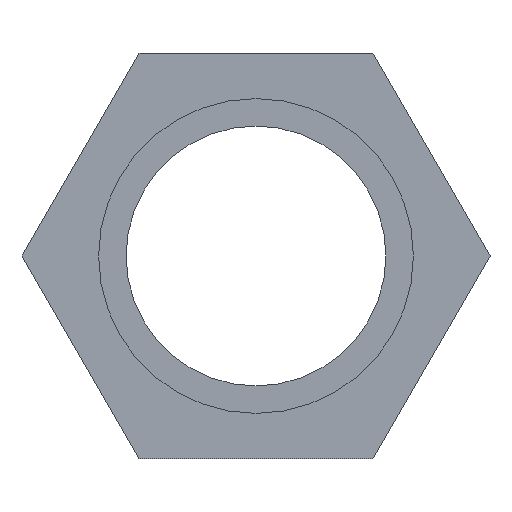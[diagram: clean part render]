
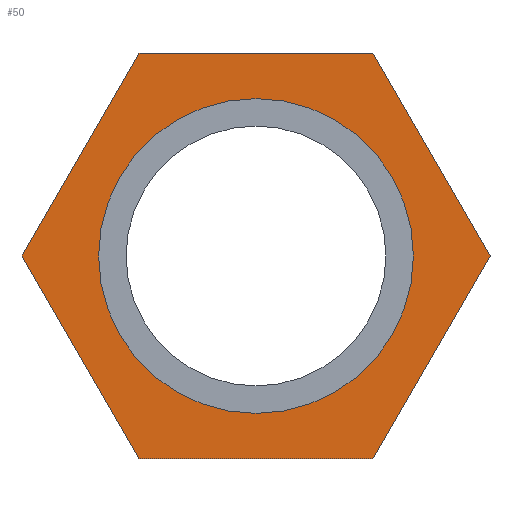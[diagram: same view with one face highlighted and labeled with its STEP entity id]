
A CAD part, front view. The second image highlights one B-rep face of the part: STEP entity #50.
In plain terms, the highlighted planar face has unit normal (0, -1, 0).
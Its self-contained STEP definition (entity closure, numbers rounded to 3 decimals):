
#50 = ADVANCED_FACE( '', ( #103, #104 ), #105, .T. );
#103 = FACE_OUTER_BOUND( '', #160, .T. );
#104 = FACE_BOUND( '', #161, .T. );
#105 = PLANE( '', #162 );
#160 = EDGE_LOOP( '', ( #235, #236, #237, #238, #239, #240 ) );
#161 = EDGE_LOOP( '', ( #241 ) );
#162 = AXIS2_PLACEMENT_3D( '', #242, #243, #244 );
#235 = ORIENTED_EDGE( '', *, *, #321, .F. );
#236 = ORIENTED_EDGE( '', *, *, #307, .F. );
#237 = ORIENTED_EDGE( '', *, *, #298, .F. );
#238 = ORIENTED_EDGE( '', *, *, #322, .F. );
#239 = ORIENTED_EDGE( '', *, *, #303, .F. );
#240 = ORIENTED_EDGE( '', *, *, #318, .F. );
#241 = ORIENTED_EDGE( '', *, *, #312, .F. );
#242 = CARTESIAN_POINT( '', ( 0., 0., 0. ) );
#243 = DIRECTION( '', ( 0., -1., 0. ) );
#244 = DIRECTION( '', ( 0., 0., -1. ) );
#298 = EDGE_CURVE( '', #337, #339, #340, .T. );
#303 = EDGE_CURVE( '', #346, #348, #349, .T. );
#307 = EDGE_CURVE( '', #339, #354, #355, .T. );
#312 = EDGE_CURVE( '', #362, #362, #363, .T. );
#318 = EDGE_CURVE( '', #371, #346, #373, .T. );
#321 = EDGE_CURVE( '', #354, #371, #376, .T. );
#322 = EDGE_CURVE( '', #348, #337, #377, .T. );
#337 = VERTEX_POINT( '', #395 );
#339 = VERTEX_POINT( '', #398 );
#340 = LINE( '', #399, #400 );
#346 = VERTEX_POINT( '', #408 );
#348 = VERTEX_POINT( '', #411 );
#349 = LINE( '', #412, #413 );
#354 = VERTEX_POINT( '', #420 );
#355 = LINE( '', #421, #422 );
#362 = VERTEX_POINT( '', #431 );
#363 = CIRCLE( '', #432, 15.146 );
#371 = VERTEX_POINT( '', #440 );
#373 = LINE( '', #443, #444 );
#376 = LINE( '', #448, #449 );
#377 = LINE( '', #450, #451 );
#395 = CARTESIAN_POINT( '', ( 11.258, 0., 19.5 ) );
#398 = CARTESIAN_POINT( '', ( 22.517, 0., 0. ) );
#399 = CARTESIAN_POINT( '', ( 22.517, 0., 0. ) );
#400 = VECTOR( '', #470, 1000. );
#408 = CARTESIAN_POINT( '', ( -22.517, 0., 0. ) );
#411 = CARTESIAN_POINT( '', ( -11.258, 0., 19.5 ) );
#412 = CARTESIAN_POINT( '', ( -11.258, 0., 19.5 ) );
#413 = VECTOR( '', #474, 1000. );
#420 = CARTESIAN_POINT( '', ( 11.258, 0., -19.5 ) );
#421 = CARTESIAN_POINT( '', ( 11.258, 0., -19.5 ) );
#422 = VECTOR( '', #477, 1000. );
#431 = CARTESIAN_POINT( '', ( 0., 0., -15.146 ) );
#432 = AXIS2_PLACEMENT_3D( '', #483, #484, #485 );
#440 = CARTESIAN_POINT( '', ( -11.258, 0., -19.5 ) );
#443 = CARTESIAN_POINT( '', ( -22.517, 0., 0. ) );
#444 = VECTOR( '', #493, 1000. );
#448 = CARTESIAN_POINT( '', ( -11.258, 0., -19.5 ) );
#449 = VECTOR( '', #495, 1000. );
#450 = CARTESIAN_POINT( '', ( 11.258, 0., 19.5 ) );
#451 = VECTOR( '', #496, 1000. );
#470 = DIRECTION( '', ( 0.5, 0., -0.866 ) );
#474 = DIRECTION( '', ( 0.5, 0., 0.866 ) );
#477 = DIRECTION( '', ( -0.5, 0., -0.866 ) );
#483 = CARTESIAN_POINT( '', ( 0., 0., 0. ) );
#484 = DIRECTION( '', ( 0., -1., 0. ) );
#485 = DIRECTION( '', ( 0., 0., -1. ) );
#493 = DIRECTION( '', ( -0.5, 0., 0.866 ) );
#495 = DIRECTION( '', ( -1., 0., 0. ) );
#496 = DIRECTION( '', ( 1., 0., 0. ) );
